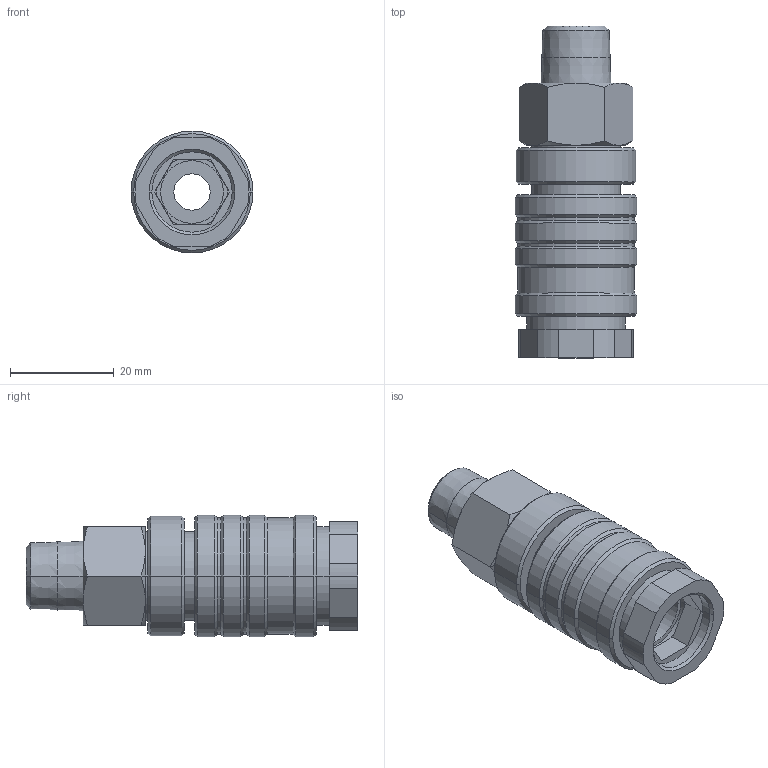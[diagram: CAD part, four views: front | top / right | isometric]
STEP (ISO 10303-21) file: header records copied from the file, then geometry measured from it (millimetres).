
FILE_DESCRIPTION(('STEP AP214'),'1');
FILE_NAME('esik_14_a.stp','2020-03-05T09:14:44',('TraceParts'),('TraceParts S.A.'),'Spatial InterOp 3D',' ',' ');
FILE_SCHEMA(('automotive_design'));
Length unit declared in the file: millimetre
Products named in the file (1): 1
Bounding box: 23.5 x 64 x 23.5 mm (x, y, z)
Volume: 16586.2 mm3; surface area: 7502 mm2
Topology: 1 solids, 1 shells, 128 faces, 278 edges, 164 vertices
Faces by surface type: cone 44, plane 44, cylinder 40
Entity records: 4526 total; most frequent: CARTESIAN_POINT 667, DIRECTION 640, ORIENTED_EDGE 556, EDGE_CURVE 278, AXIS2_PLACEMENT_3D 257, VERTEX_POINT 164, EDGE_LOOP 142, STYLED_ITEM 128
